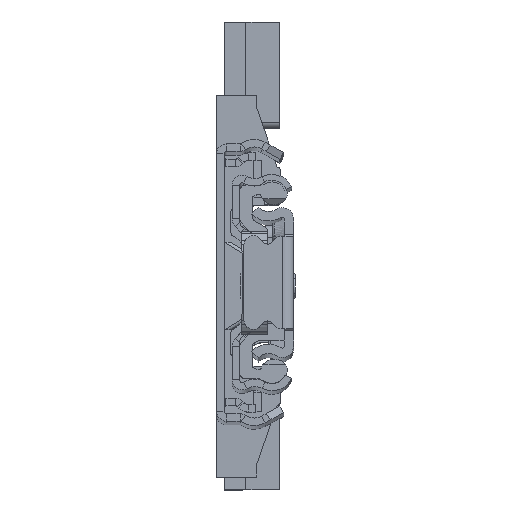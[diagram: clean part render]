
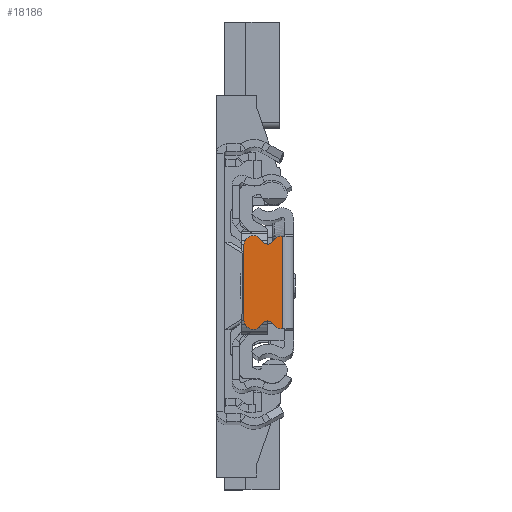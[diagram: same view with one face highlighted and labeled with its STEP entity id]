
A CAD part, top view. The second image highlights one B-rep face of the part: STEP entity #18186.
In plain terms, the highlighted planar face has unit normal (0, 0, 1).
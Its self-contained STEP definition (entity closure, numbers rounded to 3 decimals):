
#89 = CIRCLE ( 'NONE', #24753, 1.5 ) ;
#870 = DIRECTION ( 'NONE',  ( 0., -1., 0. ) ) ;
#878 = DIRECTION ( 'NONE',  ( 0., 0., -1. ) ) ;
#1557 = DIRECTION ( 'NONE',  ( -1., 0., 0. ) ) ;
#2499 = DIRECTION ( 'NONE',  ( 0., 0., 1. ) ) ;
#2889 = CIRCLE ( 'NONE', #22962, 1.5 ) ;
#2928 = CIRCLE ( 'NONE', #23585, 1.5 ) ;
#3461 = LINE ( 'NONE', #17102, #23106 ) ;
#3506 = ORIENTED_EDGE ( 'NONE', *, *, #11679, .T. ) ;
#4452 = VERTEX_POINT ( 'NONE', #19810 ) ;
#4993 = ORIENTED_EDGE ( 'NONE', *, *, #14081, .T. ) ;
#5050 = DIRECTION ( 'NONE',  ( 0., -1., 0. ) ) ;
#5192 = DIRECTION ( 'NONE',  ( 1., 0., 0. ) ) ;
#5371 = DIRECTION ( 'NONE',  ( 0., 0., 1. ) ) ;
#5982 = DIRECTION ( 'NONE',  ( -1., 0., 0. ) ) ;
#6381 = EDGE_CURVE ( 'NONE', #33483, #22009, #20248, .T. ) ;
#6622 = CARTESIAN_POINT ( 'NONE',  ( -7.929, -6., 0. ) ) ;
#6985 = CARTESIAN_POINT ( 'NONE',  ( -5.109, -6.713, 0. ) ) ;
#7043 = LINE ( 'NONE', #21020, #34239 ) ;
#7370 = CARTESIAN_POINT ( 'NONE',  ( -1.929, 5.87, 0. ) ) ;
#7583 = VERTEX_POINT ( 'NONE', #6985 ) ;
#8266 = AXIS2_PLACEMENT_3D ( 'NONE', #35229, #5371, #24238 ) ;
#8430 = DIRECTION ( 'NONE',  ( 1., 0., 0. ) ) ;
#8464 = CARTESIAN_POINT ( 'NONE',  ( -5.109, 6.713, 0. ) ) ;
#9525 = CARTESIAN_POINT ( 'NONE',  ( -7.929, 6., 0. ) ) ;
#10218 = ORIENTED_EDGE ( 'NONE', *, *, #23877, .T. ) ;
#10725 = ORIENTED_EDGE ( 'NONE', *, *, #18257, .T. ) ;
#10778 = VERTEX_POINT ( 'NONE', #15709 ) ;
#11551 = ORIENTED_EDGE ( 'NONE', *, *, #15882, .T. ) ;
#11679 = EDGE_CURVE ( 'NONE', #4452, #20054, #32634, .T. ) ;
#11973 = CARTESIAN_POINT ( 'NONE',  ( -7.929, -6., 0. ) ) ;
#12289 = CARTESIAN_POINT ( 'NONE',  ( -4.142, -7.236, 0. ) ) ;
#13616 = PLANE ( 'NONE',  #8266 ) ;
#13795 = ORIENTED_EDGE ( 'NONE', *, *, #33078, .F. ) ;
#14081 = EDGE_CURVE ( 'NONE', #22009, #7583, #89, .T. ) ;
#14777 = VECTOR ( 'NONE', #870, 1000. ) ;
#15132 = VERTEX_POINT ( 'NONE', #22076 ) ;
#15227 = CARTESIAN_POINT ( 'NONE',  ( -4.142, 7.236, 0. ) ) ;
#15709 = CARTESIAN_POINT ( 'NONE',  ( -3.206, -6.658, 0. ) ) ;
#15882 = EDGE_CURVE ( 'NONE', #10778, #27145, #2928, .T. ) ;
#17102 = CARTESIAN_POINT ( 'NONE',  ( -1.929, -7.37, 0. ) ) ;
#17383 = LINE ( 'NONE', #22783, #17395 ) ;
#17395 = VECTOR ( 'NONE', #8430, 1000. ) ;
#18100 = ORIENTED_EDGE ( 'NONE', *, *, #19111, .F. ) ;
#18186 = ADVANCED_FACE ( 'NONE', ( #34871 ), #13616, .T. ) ;
#18257 = EDGE_CURVE ( 'NONE', #24296, #4452, #27774, .T. ) ;
#18639 = CARTESIAN_POINT ( 'NONE',  ( -1.929, -5.87, 0. ) ) ;
#19006 = DIRECTION ( 'NONE',  ( 0., 0., 1. ) ) ;
#19111 = EDGE_CURVE ( 'NONE', #24296, #15132, #17383, .T. ) ;
#19546 = VERTEX_POINT ( 'NONE', #29718 ) ;
#19698 = EDGE_CURVE ( 'NONE', #19546, #27145, #3461, .T. ) ;
#19784 = CARTESIAN_POINT ( 'NONE',  ( -1.929, -7.37, 0. ) ) ;
#19810 = CARTESIAN_POINT ( 'NONE',  ( -3.206, 6.658, 0. ) ) ;
#20034 = CIRCLE ( 'NONE', #26411, 1.1 ) ;
#20054 = VERTEX_POINT ( 'NONE', #8464 ) ;
#20248 = LINE ( 'NONE', #6622, #14777 ) ;
#20296 = EDGE_LOOP ( 'NONE', ( #13795, #18100, #10725, #3506, #21844, #22356, #4993, #10218, #11551, #24905 ) ) ;
#21020 = CARTESIAN_POINT ( 'NONE',  ( -1.75, 0., 0. ) ) ;
#21241 = DIRECTION ( 'NONE',  ( 0., 0., -1. ) ) ;
#21536 = CARTESIAN_POINT ( 'NONE',  ( -6.429, -6., 0. ) ) ;
#21844 = ORIENTED_EDGE ( 'NONE', *, *, #24604, .T. ) ;
#22009 = VERTEX_POINT ( 'NONE', #11973 ) ;
#22019 = AXIS2_PLACEMENT_3D ( 'NONE', #7370, #19006, #30009 ) ;
#22076 = CARTESIAN_POINT ( 'NONE',  ( -1.75, 7.37, 0. ) ) ;
#22356 = ORIENTED_EDGE ( 'NONE', *, *, #6381, .T. ) ;
#22783 = CARTESIAN_POINT ( 'NONE',  ( -1.929, 7.37, 0. ) ) ;
#22962 = AXIS2_PLACEMENT_3D ( 'NONE', #34624, #26519, #1557 ) ;
#23106 = VECTOR ( 'NONE', #5982, 1000. ) ;
#23585 = AXIS2_PLACEMENT_3D ( 'NONE', #18639, #2499, #5192 ) ;
#23776 = DIRECTION ( 'NONE',  ( -1., 0., 0. ) ) ;
#23877 = EDGE_CURVE ( 'NONE', #7583, #10778, #20034, .T. ) ;
#24238 = DIRECTION ( 'NONE',  ( 1., 0., 0. ) ) ;
#24296 = VERTEX_POINT ( 'NONE', #26925 ) ;
#24570 = AXIS2_PLACEMENT_3D ( 'NONE', #15227, #878, #28729 ) ;
#24604 = EDGE_CURVE ( 'NONE', #20054, #33483, #2889, .T. ) ;
#24753 = AXIS2_PLACEMENT_3D ( 'NONE', #21536, #27121, #32536 ) ;
#24905 = ORIENTED_EDGE ( 'NONE', *, *, #19698, .F. ) ;
#26411 = AXIS2_PLACEMENT_3D ( 'NONE', #12289, #21241, #23776 ) ;
#26519 = DIRECTION ( 'NONE',  ( 0., 0., 1. ) ) ;
#26925 = CARTESIAN_POINT ( 'NONE',  ( -1.929, 7.37, 0. ) ) ;
#27121 = DIRECTION ( 'NONE',  ( 0., 0., 1. ) ) ;
#27145 = VERTEX_POINT ( 'NONE', #19784 ) ;
#27774 = CIRCLE ( 'NONE', #22019, 1.5 ) ;
#28729 = DIRECTION ( 'NONE',  ( 1., 0., 0. ) ) ;
#29718 = CARTESIAN_POINT ( 'NONE',  ( -1.75, -7.37, 0. ) ) ;
#30009 = DIRECTION ( 'NONE',  ( -1., 0., 0. ) ) ;
#32536 = DIRECTION ( 'NONE',  ( 1., 0., 0. ) ) ;
#32634 = CIRCLE ( 'NONE', #24570, 1.1 ) ;
#33078 = EDGE_CURVE ( 'NONE', #15132, #19546, #7043, .T. ) ;
#33483 = VERTEX_POINT ( 'NONE', #9525 ) ;
#34239 = VECTOR ( 'NONE', #5050, 1000. ) ;
#34624 = CARTESIAN_POINT ( 'NONE',  ( -6.429, 6., 0. ) ) ;
#34871 = FACE_OUTER_BOUND ( 'NONE', #20296, .T. ) ;
#35229 = CARTESIAN_POINT ( 'NONE',  ( 394.071, 0., 0. ) ) ;
